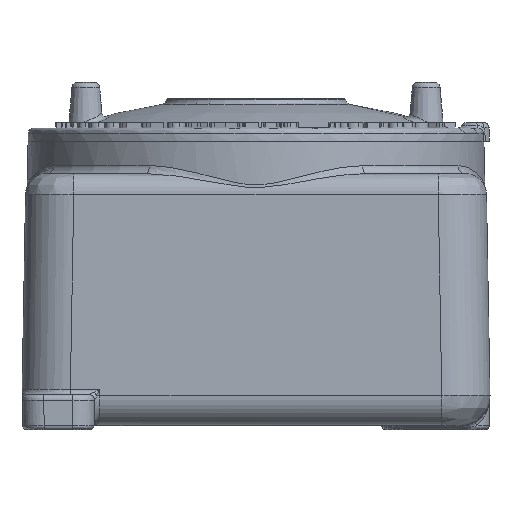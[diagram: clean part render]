
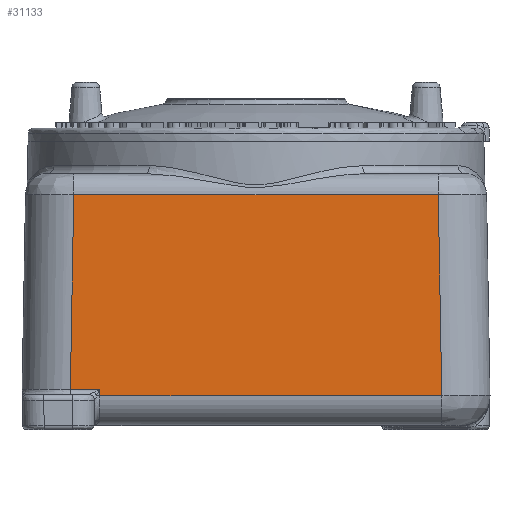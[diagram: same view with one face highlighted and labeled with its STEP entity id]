
A CAD part, front view. The second image highlights one B-rep face of the part: STEP entity #31133.
In plain terms, the highlighted planar face has unit normal (0, -1, 0.018).
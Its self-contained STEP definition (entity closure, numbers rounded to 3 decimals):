
#30029=CARTESIAN_POINT('',(-58.238,-87.265,13.465));
#30030=VERTEX_POINT('',#30029);
#30442=CARTESIAN_POINT('',(-58.278,-87.305,11.192));
#30443=VERTEX_POINT('',#30442);
#30451=CARTESIAN_POINT('',(-58.278,-87.305,11.192));
#30452=DIRECTION('',(0.017,0.017,1.));
#30453=VECTOR('',#30452,2.274);
#30454=LINE('',#30451,#30453);
#30455=EDGE_CURVE('',#30443,#30030,#30454,.T.);
#31087=CARTESIAN_POINT('',(87.5,-87.5,0.0));
#31088=DIRECTION('',(0.0,-1.,0.017));
#31089=DIRECTION('',(0.0,-0.017,-1.));
#31090=AXIS2_PLACEMENT_3D('',#31087,#31088,#31089);
#31091=PLANE('',#31090);
#31092=CARTESIAN_POINT('',(-69.268,-87.265,13.465));
#31093=VERTEX_POINT('',#31092);
#31094=CARTESIAN_POINT('',(-58.238,-87.265,13.465));
#31095=DIRECTION('',(-1.0,0.0,0.0));
#31096=VECTOR('',#31095,11.03);
#31097=LINE('',#31094,#31096);
#31098=EDGE_CURVE('',#30030,#31093,#31097,.T.);
#31099=ORIENTED_EDGE('',*,*,#31098,.F.);
#31100=ORIENTED_EDGE('',*,*,#30455,.F.);
#31101=CARTESIAN_POINT('',(69.307,-87.305,11.192));
#31102=VERTEX_POINT('',#31101);
#31103=CARTESIAN_POINT('',(69.307,-87.305,11.192));
#31104=DIRECTION('',(-1.0,0.0,0.0));
#31105=VECTOR('',#31104,127.585);
#31106=LINE('',#31103,#31105);
#31107=EDGE_CURVE('',#31102,#30443,#31106,.T.);
#31108=ORIENTED_EDGE('',*,*,#31107,.F.);
#31109=CARTESIAN_POINT('',(67.999,-85.996,86.14));
#31110=VERTEX_POINT('',#31109);
#31111=CARTESIAN_POINT('',(67.999,-85.996,86.14));
#31112=DIRECTION('',(0.017,-0.017,-1.));
#31113=VECTOR('',#31112,74.97);
#31114=LINE('',#31111,#31113);
#31115=EDGE_CURVE('',#31110,#31102,#31114,.T.);
#31116=ORIENTED_EDGE('',*,*,#31115,.F.);
#31117=CARTESIAN_POINT('',(-67.999,-85.996,86.14));
#31118=VERTEX_POINT('',#31117);
#31119=CARTESIAN_POINT('',(-67.999,-85.996,86.14));
#31120=DIRECTION('',(1.0,0.0,0.0));
#31121=VECTOR('',#31120,135.998);
#31122=LINE('',#31119,#31121);
#31123=EDGE_CURVE('',#31118,#31110,#31122,.T.);
#31124=ORIENTED_EDGE('',*,*,#31123,.F.);
#31125=CARTESIAN_POINT('',(-69.268,-87.265,13.465));
#31126=DIRECTION('',(0.017,0.017,1.));
#31127=VECTOR('',#31126,72.697);
#31128=LINE('',#31125,#31127);
#31129=EDGE_CURVE('',#31093,#31118,#31128,.T.);
#31130=ORIENTED_EDGE('',*,*,#31129,.F.);
#31131=EDGE_LOOP('',(#31099,#31100,#31108,#31116,#31124,#31130));
#31132=FACE_OUTER_BOUND('',#31131,.T.);
#31133=ADVANCED_FACE('',(#31132),#31091,.T.);
